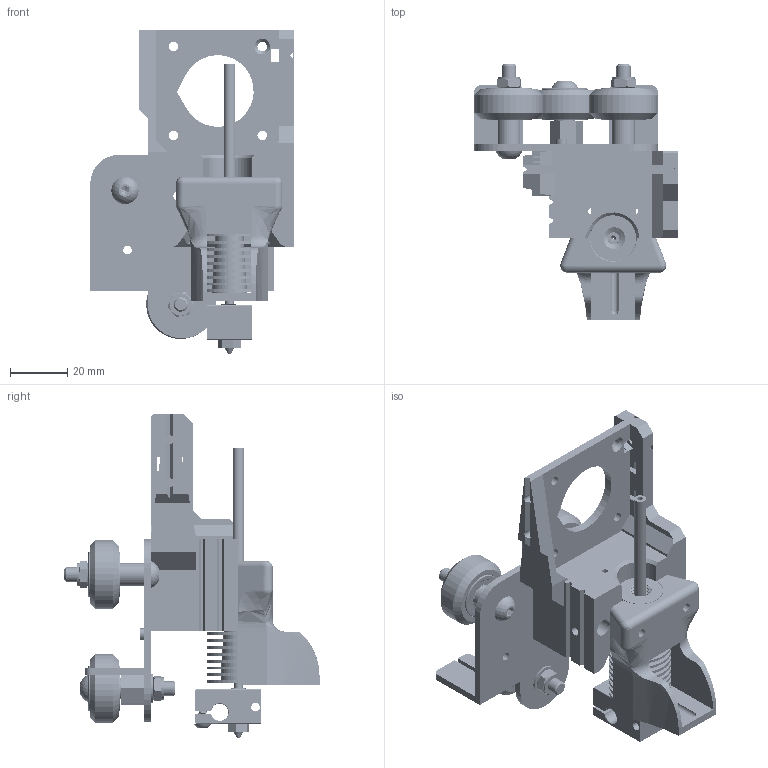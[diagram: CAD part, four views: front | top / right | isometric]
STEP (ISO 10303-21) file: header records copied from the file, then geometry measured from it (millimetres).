
FILE_DESCRIPTION(/* description */ (''),/* implementation_level */ '2;1');
FILE_NAME(/* name */ 'Bycolor BMG.step',/* time_stamp */ '2021-07-02T00:56:32+03:00',/* author */ (''),/* organization */ (''),/* preprocessor_version */ 'ST-DEVELOPER v18.1',/* originating_system */ 'Autodesk Translation Framework v10.9.0.1377',/* authorisation */ '');
FILE_SCHEMA (('AUTOMOTIVE_DESIGN { 1 0 10303 214 3 1 1 }'));
Products named in the file (25): Bycolor BMG; head v1; ASM Printing Head; E plate; ASM Roller X-Axis; ASM Eccentrical Roller X-Axis; Eccentric column; M5 washer; ASM Roller X-Axis_1; Spacers for rollers; Rollers; M5X30 Pan Head Screw; M5 Self-locking nut; 625pillow; E3d V6 Block New v11; m3x10mm Hex Socket Cap v2; m3x10mm Hex Socket Cap; m3x3mm Set Screw v1; m3x3mm Set Screw; E3d V6 Barrel All Metal Break v2; Nozzle .4mm v2; E3d V6 Heat Sink v2; E3d V6 Block New; без NSP (1) (1); PTFE tube
Assembly tree (36 placements, depth 5):
  Bycolor BMG
    head v1
      ASM Printing Head
        E plate
        ASM Roller X-Axis
          Spacers for rollers
          Rollers
          M5X30 Pan Head Screw
          625pillow  x2
          M5 Self-locking nut
        ASM Eccentrical Roller X-Axis
          Eccentric column
          M5 washer
          Rollers
          M5X30 Pan Head Screw
          625pillow  x2
          M5 Self-locking nut
        ASM Roller X-Axis_1
          Spacers for rollers
          Rollers
          M5X30 Pan Head Screw
          625pillow  x2
          M5 Self-locking nut
    E3d V6 Block New v11
      m3x10mm Hex Socket Cap v2
        m3x10mm Hex Socket Cap
      m3x3mm Set Screw v1
        m3x3mm Set Screw
      E3d V6 Barrel All Metal Break v2
      Nozzle .4mm v2
      E3d V6 Heat Sink v2
      E3d V6 Block New
    без NSP (1) (1)
    PTFE tube
Bounding box: 71 x 89.02 x 113.06 mm (x, y, z)
Volume: 89169.4 mm3; surface area: 68360.1 mm2
Topology: 107 solids, 107 shells, 2193 faces, 5885 edges, 3872 vertices
Faces by surface type: plane 1030, cylinder 613, sphere 229, cone 147, torus 115, bspline 59
Full cylindrical faces by diameter (mm): 0.197 x6, 0.277 x6, 0.4 x1, 2 x5, 2.35 x24, 2.529 x14, 2.95 x1, 3 x26, 3.086 x10, 3.1 x4, 3.2 x8, 3.3 x9, 3.5 x1, 4 x2, 4.1 x1, 4.134 x3, 4.2 x2, 4.744 x2, 4.764 x3, 5 x13, 5.035 x7, 5.2 x1, 5.4 x2, 5.5 x2, 5.7 x1, 5.744 x4, 5.85 x1, 5.884 x5, 6 x2, 6.035 x9
Entity records: 52617 total; most frequent: CARTESIAN_POINT 26036, ORIENTED_EDGE 5508, DIRECTION 4891, EDGE_CURVE 2754, VERTEX_POINT 1823, AXIS2_PLACEMENT_3D 1752, LINE 1387, VECTOR 1387
